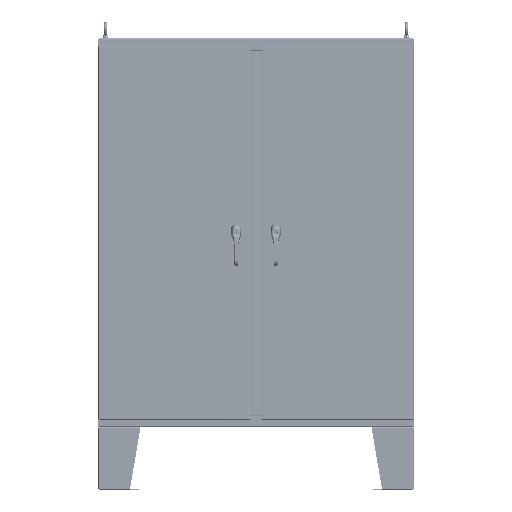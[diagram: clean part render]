
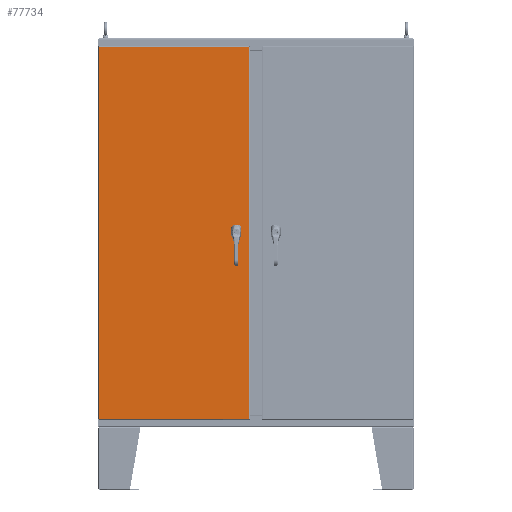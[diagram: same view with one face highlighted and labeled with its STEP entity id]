
A CAD part, top view. The second image highlights one B-rep face of the part: STEP entity #77734.
In plain terms, the highlighted planar face has unit normal (0, 0, 1).
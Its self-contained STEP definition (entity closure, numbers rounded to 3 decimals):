
#9848=FACE_BOUND('',#15376,.T.);
#9849=FACE_BOUND('',#15377,.T.);
#9850=FACE_BOUND('',#15378,.T.);
#9851=FACE_BOUND('',#15379,.T.);
#10289=PLANE('',#82380);
#11818=FACE_OUTER_BOUND('',#15375,.T.);
#15375=EDGE_LOOP('',(#57736,#57737,#57738,#57739));
#15376=EDGE_LOOP('',(#57740));
#15377=EDGE_LOOP('',(#57741));
#15378=EDGE_LOOP('',(#57742));
#15379=EDGE_LOOP('',(#57743,#57744,#57745,#57746,#57747,#57748,#57749,#57750));
#19338=LINE('',#111336,#25096);
#19342=LINE('',#111348,#25100);
#19346=LINE('',#111360,#25104);
#19350=LINE('',#111371,#25108);
#19358=LINE('',#111547,#25116);
#19365=LINE('',#111745,#25123);
#19366=LINE('',#111777,#25124);
#19378=LINE('',#111855,#25136);
#25096=VECTOR('',#90573,0.394);
#25100=VECTOR('',#90585,0.394);
#25104=VECTOR('',#90597,0.394);
#25108=VECTOR('',#90609,0.394);
#25116=VECTOR('',#90625,0.394);
#25123=VECTOR('',#90640,0.394);
#25124=VECTOR('',#90643,0.394);
#25136=VECTOR('',#90671,0.394);
#30490=CIRCLE('',#82333,0.141);
#30492=CIRCLE('',#82336,0.141);
#30494=CIRCLE('',#82339,0.141);
#30496=CIRCLE('',#82342,0.453);
#30498=CIRCLE('',#82346,0.453);
#30500=CIRCLE('',#82350,0.453);
#30502=CIRCLE('',#82354,0.453);
#34688=VERTEX_POINT('',#111308);
#34690=VERTEX_POINT('',#111314);
#34692=VERTEX_POINT('',#111320);
#34694=VERTEX_POINT('',#111326);
#34695=VERTEX_POINT('',#111327);
#34698=VERTEX_POINT('',#111335);
#34700=VERTEX_POINT('',#111341);
#34702=VERTEX_POINT('',#111347);
#34704=VERTEX_POINT('',#111353);
#34706=VERTEX_POINT('',#111359);
#34708=VERTEX_POINT('',#111365);
#34712=VERTEX_POINT('',#111447);
#34715=VERTEX_POINT('',#111525);
#34719=VERTEX_POINT('',#111655);
#34725=VERTEX_POINT('',#111744);
#44998=EDGE_CURVE('',#34688,#34688,#30490,.T.);
#45001=EDGE_CURVE('',#34690,#34690,#30492,.T.);
#45004=EDGE_CURVE('',#34692,#34692,#30494,.T.);
#45007=EDGE_CURVE('',#34694,#34695,#30496,.T.);
#45011=EDGE_CURVE('',#34698,#34694,#19338,.T.);
#45014=EDGE_CURVE('',#34700,#34698,#30498,.T.);
#45017=EDGE_CURVE('',#34702,#34700,#19342,.T.);
#45020=EDGE_CURVE('',#34704,#34702,#30500,.T.);
#45023=EDGE_CURVE('',#34706,#34704,#19346,.T.);
#45026=EDGE_CURVE('',#34708,#34706,#30502,.T.);
#45029=EDGE_CURVE('',#34695,#34708,#19350,.T.);
#45046=EDGE_CURVE('',#34712,#34715,#19358,.T.);
#45064=EDGE_CURVE('',#34725,#34719,#19365,.T.);
#45066=EDGE_CURVE('',#34719,#34712,#19366,.T.);
#45079=EDGE_CURVE('',#34715,#34725,#19378,.T.);
#57736=ORIENTED_EDGE('',*,*,#45066,.T.);
#57737=ORIENTED_EDGE('',*,*,#45046,.T.);
#57738=ORIENTED_EDGE('',*,*,#45079,.T.);
#57739=ORIENTED_EDGE('',*,*,#45064,.T.);
#57740=ORIENTED_EDGE('',*,*,#44998,.T.);
#57741=ORIENTED_EDGE('',*,*,#45001,.T.);
#57742=ORIENTED_EDGE('',*,*,#45004,.T.);
#57743=ORIENTED_EDGE('',*,*,#45007,.T.);
#57744=ORIENTED_EDGE('',*,*,#45029,.T.);
#57745=ORIENTED_EDGE('',*,*,#45026,.T.);
#57746=ORIENTED_EDGE('',*,*,#45023,.T.);
#57747=ORIENTED_EDGE('',*,*,#45020,.T.);
#57748=ORIENTED_EDGE('',*,*,#45017,.T.);
#57749=ORIENTED_EDGE('',*,*,#45014,.T.);
#57750=ORIENTED_EDGE('',*,*,#45011,.T.);
#77734=ADVANCED_FACE('',(#11818,#9848,#9849,#9850,#9851),#10289,.T.);
#82333=AXIS2_PLACEMENT_3D('',#111309,#90544,#90545);
#82336=AXIS2_PLACEMENT_3D('',#111315,#90551,#90552);
#82339=AXIS2_PLACEMENT_3D('',#111321,#90558,#90559);
#82342=AXIS2_PLACEMENT_3D('',#111328,#90565,#90566);
#82346=AXIS2_PLACEMENT_3D('',#111342,#90578,#90579);
#82350=AXIS2_PLACEMENT_3D('',#111354,#90590,#90591);
#82354=AXIS2_PLACEMENT_3D('',#111366,#90602,#90603);
#82380=AXIS2_PLACEMENT_3D('',#111935,#90694,#90695);
#90544=DIRECTION('center_axis',(0.,0.,-1.));
#90545=DIRECTION('ref_axis',(-1.,0.,0.));
#90551=DIRECTION('center_axis',(0.,0.,-1.));
#90552=DIRECTION('ref_axis',(-1.,0.,0.));
#90558=DIRECTION('center_axis',(0.,0.,-1.));
#90559=DIRECTION('ref_axis',(-1.,0.,0.));
#90565=DIRECTION('center_axis',(0.,0.,-1.));
#90566=DIRECTION('ref_axis',(-0.883,-0.469,0.));
#90573=DIRECTION('',(-1.,0.,0.));
#90578=DIRECTION('center_axis',(0.,0.,-1.));
#90579=DIRECTION('ref_axis',(0.469,-0.883,0.));
#90585=DIRECTION('',(0.,-1.,0.));
#90590=DIRECTION('center_axis',(0.,0.,-1.));
#90591=DIRECTION('ref_axis',(0.883,0.469,0.));
#90597=DIRECTION('',(1.,0.,0.));
#90602=DIRECTION('center_axis',(0.,0.,-1.));
#90603=DIRECTION('ref_axis',(-0.469,0.883,0.));
#90609=DIRECTION('',(0.,1.,0.));
#90625=DIRECTION('',(1.,0.,0.));
#90640=DIRECTION('',(-1.,0.,0.));
#90643=DIRECTION('',(0.,-1.,0.));
#90671=DIRECTION('',(0.,1.,0.));
#90694=DIRECTION('center_axis',(0.,0.,1.));
#90695=DIRECTION('ref_axis',(1.,0.,0.));
#111308=CARTESIAN_POINT('',(11.953,-1.377,0.104));
#111309=CARTESIAN_POINT('Origin',(11.813,-1.377,0.104));
#111314=CARTESIAN_POINT('',(11.953,0.885,0.104));
#111315=CARTESIAN_POINT('Origin',(11.813,0.885,0.104));
#111320=CARTESIAN_POINT('',(11.953,-0.885,0.104));
#111321=CARTESIAN_POINT('Origin',(11.813,-0.885,0.104));
#111326=CARTESIAN_POINT('',(11.6,-0.4,0.104));
#111327=CARTESIAN_POINT('',(11.413,-0.213,0.104));
#111328=CARTESIAN_POINT('Origin',(11.813,0.,0.104));
#111335=CARTESIAN_POINT('',(12.025,-0.4,0.104));
#111336=CARTESIAN_POINT('',(6.013,-0.4,0.104));
#111341=CARTESIAN_POINT('',(12.213,-0.213,0.104));
#111342=CARTESIAN_POINT('Origin',(11.813,0.,0.104));
#111347=CARTESIAN_POINT('',(12.213,0.213,0.104));
#111348=CARTESIAN_POINT('',(12.213,0.106,0.104));
#111353=CARTESIAN_POINT('',(12.025,0.4,0.104));
#111354=CARTESIAN_POINT('Origin',(11.813,0.,0.104));
#111359=CARTESIAN_POINT('',(11.6,0.4,0.104));
#111360=CARTESIAN_POINT('',(5.8,0.4,0.104));
#111365=CARTESIAN_POINT('',(11.413,0.213,0.104));
#111366=CARTESIAN_POINT('Origin',(11.813,0.,0.104));
#111371=CARTESIAN_POINT('',(11.413,-0.106,0.104));
#111447=CARTESIAN_POINT('',(-14.302,-35.49,0.104));
#111525=CARTESIAN_POINT('',(14.302,-35.49,0.104));
#111547=CARTESIAN_POINT('',(-7.25,-35.49,0.104));
#111655=CARTESIAN_POINT('',(-14.302,35.49,0.104));
#111744=CARTESIAN_POINT('',(14.302,35.49,0.104));
#111745=CARTESIAN_POINT('',(7.151,35.49,0.104));
#111777=CARTESIAN_POINT('',(-14.302,17.745,0.104));
#111855=CARTESIAN_POINT('',(14.302,-17.745,0.104));
#111935=CARTESIAN_POINT('Origin',(0.,0.,
0.104));
